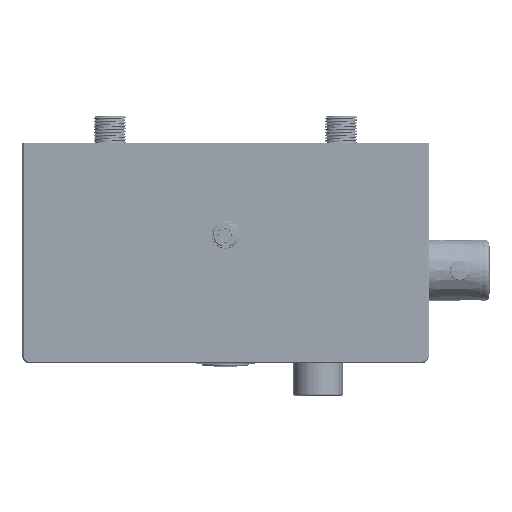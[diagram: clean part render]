
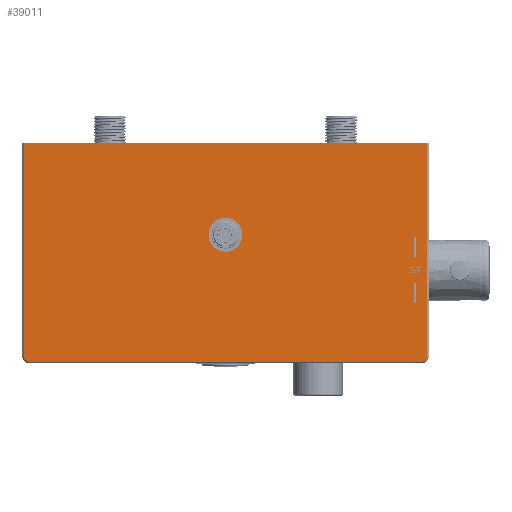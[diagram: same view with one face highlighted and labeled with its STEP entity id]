
A CAD part, top view. The second image highlights one B-rep face of the part: STEP entity #39011.
In plain terms, the highlighted face is planar.
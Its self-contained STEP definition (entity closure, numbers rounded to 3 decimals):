
#38734=CARTESIAN_POINT('',(0.,0.,31.5));
#38735=DIRECTION('',(0.,-1.,0.));
#38736=DIRECTION('',(1.,0.,0.));
#38737=AXIS2_PLACEMENT_3D('',#38734,#38735,#38736);
#38739=CARTESIAN_POINT('',(0.,0.,31.5));
#38740=DIRECTION('',(0.,-1.,0.));
#38741=DIRECTION('',(-1.,0.,0.));
#38742=AXIS2_PLACEMENT_3D('',#38739,#38740,#38741);
#38744=DIRECTION('',(0.,0.,1.));
#38745=VECTOR('',#38744,138.);
#38746=CARTESIAN_POINT('',(131.,0.,
-47.));
#38747=LINE('',#38746,#38745);
#38748=CARTESIAN_POINT('',(127.,0.,-47.));
#38749=DIRECTION('',(0.,-1.,0.));
#38750=DIRECTION('',(0.,0.,-1.));
#38751=AXIS2_PLACEMENT_3D('',#38748,#38749,#38750);
#38753=DIRECTION('',(1.,0.,0.));
#38754=VECTOR('',#38753,254.);
#38755=CARTESIAN_POINT('',(-127.,0.,
-51.));
#38756=LINE('',#38755,#38754);
#38757=CARTESIAN_POINT('',(-127.,0.,-47.));
#38758=DIRECTION('',(0.,-1.,0.));
#38759=DIRECTION('',(-1.,0.,0.));
#38760=AXIS2_PLACEMENT_3D('',#38757,#38758,#38759);
#38762=DIRECTION('',(0.,0.,-1.));
#38763=VECTOR('',#38762,138.);
#38764=CARTESIAN_POINT('',(-131.,0.,91.));
#38765=LINE('',#38764,#38763);
#38766=DIRECTION('',(1.,0.,0.));
#38767=VECTOR('',#38766,262.);
#38768=CARTESIAN_POINT('',(-131.,0.,91.));
#38769=LINE('',#38768,#38767);
#38954=CARTESIAN_POINT('',(131.,0.,91.));
#38956=VERTEX_POINT('',#38954);
#38960=CARTESIAN_POINT('',(131.,0.,
-47.));
#38961=VERTEX_POINT('',#38960);
#38962=CARTESIAN_POINT('',(127.,0.,-51.));
#38963=VERTEX_POINT('',#38962);
#38966=CARTESIAN_POINT('',(-127.,0.,
-51.));
#38967=VERTEX_POINT('',#38966);
#38970=CARTESIAN_POINT('',(-131.,0.,-47.));
#38971=VERTEX_POINT('',#38970);
#38975=CARTESIAN_POINT('',(-131.,0.,91.));
#38977=VERTEX_POINT('',#38975);
#38978=CARTESIAN_POINT('',(11.,0.,31.5));
#38979=CARTESIAN_POINT('',(-11.,0.,31.5));
#38980=VERTEX_POINT('',#38978);
#38981=VERTEX_POINT('',#38979);
#38986=CARTESIAN_POINT('',(0.,0.,0.));
#38987=DIRECTION('',(0.,1.,0.));
#38988=DIRECTION('',(1.,0.,0.));
#38989=AXIS2_PLACEMENT_3D('',#38986,#38987,#38988);
#38990=PLANE('',#38989);
#38992=ORIENTED_EDGE('',*,*,#38991,.F.);
#38994=ORIENTED_EDGE('',*,*,#38993,.F.);
#38996=ORIENTED_EDGE('',*,*,#38995,.F.);
#38998=ORIENTED_EDGE('',*,*,#38997,.F.);
#39000=ORIENTED_EDGE('',*,*,#38999,.F.);
#39002=ORIENTED_EDGE('',*,*,#39001,.T.);
#39003=EDGE_LOOP('',(#38992,#38994,#38996,#38998,#39000,#39002));
#39004=FACE_OUTER_BOUND('',#39003,.F.);
#39006=ORIENTED_EDGE('',*,*,#39005,.T.);
#39008=ORIENTED_EDGE('',*,*,#39007,.T.);
#39009=EDGE_LOOP('',(#39006,#39008));
#39010=FACE_BOUND('',#39009,.F.);
#38738=CIRCLE('',#38737,11.);
#38743=CIRCLE('',#38742,11.);
#38752=CIRCLE('',#38751,4.);
#38761=CIRCLE('',#38760,4.);
#38991=EDGE_CURVE('',#38961,#38956,#38747,.T.);
#38993=EDGE_CURVE('',#38963,#38961,#38752,.T.);
#38995=EDGE_CURVE('',#38967,#38963,#38756,.T.);
#38997=EDGE_CURVE('',#38971,#38967,#38761,.T.);
#38999=EDGE_CURVE('',#38977,#38971,#38765,.T.);
#39001=EDGE_CURVE('',#38977,#38956,#38769,.T.);
#39005=EDGE_CURVE('',#38980,#38981,#38738,.T.);
#39007=EDGE_CURVE('',#38981,#38980,#38743,.T.);
#39011=ADVANCED_FACE('',(#39004,#39010),#38990,.F.);
